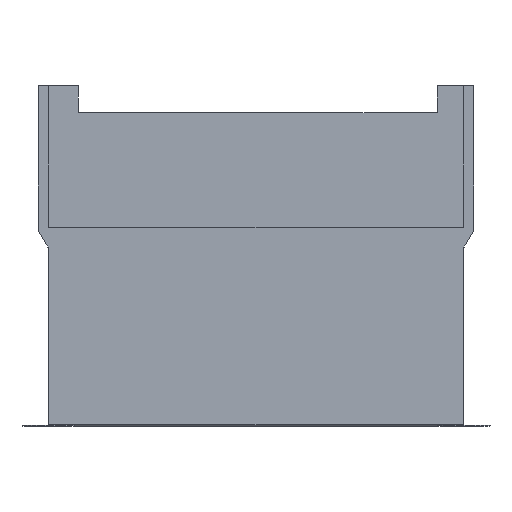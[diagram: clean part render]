
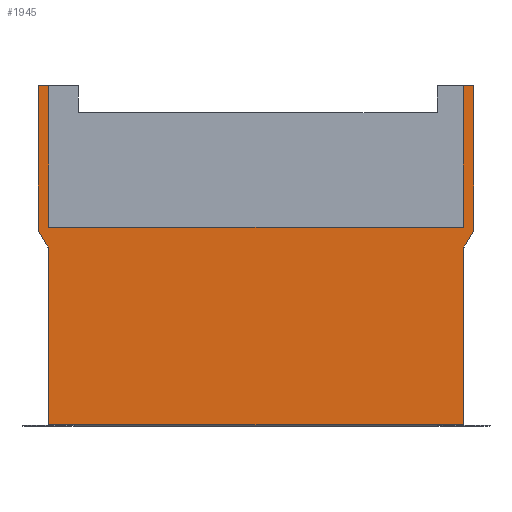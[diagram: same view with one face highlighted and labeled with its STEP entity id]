
A CAD part, front view. The second image highlights one B-rep face of the part: STEP entity #1945.
In plain terms, the highlighted planar face has unit normal (0, -1, 0).
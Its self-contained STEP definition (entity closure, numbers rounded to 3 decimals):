
#175=FACE_OUTER_BOUND('',#298,.T.);
#298=EDGE_LOOP('',(#1610,#1611,#1612,#1613,#1614,#1615,#1616,#1617,#1618,
#1619,#1620,#1621,#1622,#1623));
#375=LINE('',#2795,#606);
#388=LINE('',#2823,#619);
#393=LINE('',#2833,#624);
#484=LINE('',#3036,#715);
#491=LINE('',#3050,#722);
#495=LINE('',#3056,#726);
#497=LINE('',#3060,#728);
#499=LINE('',#3064,#730);
#500=LINE('',#3066,#731);
#501=LINE('',#3069,#732);
#505=LINE('',#3076,#736);
#507=LINE('',#3079,#738);
#509=LINE('',#3083,#740);
#511=LINE('',#3095,#742);
#606=VECTOR('',#2266,10.);
#619=VECTOR('',#2287,10.);
#624=VECTOR('',#2294,10.);
#715=VECTOR('',#2465,10.);
#722=VECTOR('',#2476,10.);
#726=VECTOR('',#2484,10.);
#728=VECTOR('',#2488,10.);
#730=VECTOR('',#2492,10.);
#731=VECTOR('',#2495,10.);
#732=VECTOR('',#2498,10.);
#736=VECTOR('',#2502,10.);
#738=VECTOR('',#2506,10.);
#740=VECTOR('',#2512,10.);
#742=VECTOR('',#2530,10.);
#844=VERTEX_POINT('',#2783);
#846=VERTEX_POINT('',#2793);
#856=VERTEX_POINT('',#2820);
#857=VERTEX_POINT('',#2822);
#860=VERTEX_POINT('',#2830);
#861=VERTEX_POINT('',#2832);
#932=VERTEX_POINT('',#3033);
#933=VERTEX_POINT('',#3035);
#937=VERTEX_POINT('',#3047);
#938=VERTEX_POINT('',#3049);
#939=VERTEX_POINT('',#3058);
#940=VERTEX_POINT('',#3062);
#941=VERTEX_POINT('',#3068);
#944=VERTEX_POINT('',#3074);
#1043=EDGE_CURVE('',#846,#844,#375,.T.);
#1056=EDGE_CURVE('',#856,#857,#388,.T.);
#1061=EDGE_CURVE('',#860,#861,#393,.T.);
#1158=EDGE_CURVE('',#932,#933,#484,.T.);
#1165=EDGE_CURVE('',#937,#938,#491,.T.);
#1169=EDGE_CURVE('',#933,#856,#495,.T.);
#1171=EDGE_CURVE('',#939,#857,#497,.T.);
#1173=EDGE_CURVE('',#940,#860,#499,.T.);
#1174=EDGE_CURVE('',#937,#861,#500,.T.);
#1175=EDGE_CURVE('',#941,#938,#501,.T.);
#1179=EDGE_CURVE('',#932,#944,#505,.T.);
#1181=EDGE_CURVE('',#844,#944,#507,.T.);
#1183=EDGE_CURVE('',#846,#941,#509,.T.);
#1187=EDGE_CURVE('',#939,#940,#511,.T.);
#1610=ORIENTED_EDGE('',*,*,#1165,.F.);
#1611=ORIENTED_EDGE('',*,*,#1174,.T.);
#1612=ORIENTED_EDGE('',*,*,#1061,.F.);
#1613=ORIENTED_EDGE('',*,*,#1173,.F.);
#1614=ORIENTED_EDGE('',*,*,#1187,.F.);
#1615=ORIENTED_EDGE('',*,*,#1171,.T.);
#1616=ORIENTED_EDGE('',*,*,#1056,.F.);
#1617=ORIENTED_EDGE('',*,*,#1169,.F.);
#1618=ORIENTED_EDGE('',*,*,#1158,.F.);
#1619=ORIENTED_EDGE('',*,*,#1179,.T.);
#1620=ORIENTED_EDGE('',*,*,#1181,.F.);
#1621=ORIENTED_EDGE('',*,*,#1043,.F.);
#1622=ORIENTED_EDGE('',*,*,#1183,.T.);
#1623=ORIENTED_EDGE('',*,*,#1175,.T.);
#1845=PLANE('',#2088);
#1945=ADVANCED_FACE('',(#175),#1845,.T.);
#2088=AXIS2_PLACEMENT_3D('',#3094,#2528,#2529);
#2266=DIRECTION('',(-1.,0.,0.));
#2287=DIRECTION('',(1.,0.,0.));
#2294=DIRECTION('',(1.,0.,0.));
#2465=DIRECTION('',(-0.5,0.,0.866));
#2476=DIRECTION('',(-0.5,0.,-0.866));
#2484=DIRECTION('',(0.,0.,1.));
#2488=DIRECTION('',(0.,0.,1.));
#2492=DIRECTION('',(0.,0.,1.));
#2495=DIRECTION('',(0.,0.,1.));
#2498=DIRECTION('',(1.,0.,0.));
#2502=DIRECTION('',(1.,0.,0.));
#2506=DIRECTION('',(0.,0.,1.));
#2512=DIRECTION('',(0.,0.,1.));
#2528=DIRECTION('center_axis',(0.,-1.,0.));
#2529=DIRECTION('ref_axis',(1.,0.,0.));
#2530=DIRECTION('',(1.,0.,0.));
#2783=CARTESIAN_POINT('',(4.223,23.418,0.5));
#2793=CARTESIAN_POINT('',(119.723,23.418,0.5));
#2795=CARTESIAN_POINT('',(33.098,23.418,0.5));
#2820=CARTESIAN_POINT('',(1.223,23.418,95.));
#2822=CARTESIAN_POINT('',(4.223,23.418,95.));
#2823=CARTESIAN_POINT('',(1.223,23.418,95.));
#2830=CARTESIAN_POINT('',(119.723,23.418,95.));
#2832=CARTESIAN_POINT('',(122.723,23.418,95.));
#2833=CARTESIAN_POINT('',(119.723,23.418,95.));
#3033=CARTESIAN_POINT('',(3.937,23.418,50.));
#3035=CARTESIAN_POINT('',(1.223,23.418,54.7));
#3036=CARTESIAN_POINT('',(14.119,23.418,32.363));
#3047=CARTESIAN_POINT('',(122.723,23.418,54.7));
#3049=CARTESIAN_POINT('',(120.01,23.418,50.));
#3050=CARTESIAN_POINT('',(95.389,23.418,7.356));
#3056=CARTESIAN_POINT('',(1.223,23.418,50.));
#3058=CARTESIAN_POINT('',(4.223,23.418,55.5));
#3060=CARTESIAN_POINT('',(4.223,23.418,50.));
#3062=CARTESIAN_POINT('',(119.723,23.418,55.5));
#3064=CARTESIAN_POINT('',(119.723,23.418,50.));
#3066=CARTESIAN_POINT('',(122.723,23.418,50.));
#3068=CARTESIAN_POINT('',(119.723,23.418,50.));
#3069=CARTESIAN_POINT('',(119.723,23.418,50.));
#3074=CARTESIAN_POINT('',(4.223,23.418,50.));
#3076=CARTESIAN_POINT('',(1.223,23.418,50.));
#3079=CARTESIAN_POINT('',(4.223,23.418,0.));
#3083=CARTESIAN_POINT('',(119.723,23.418,0.));
#3094=CARTESIAN_POINT('Origin',(4.223,23.418,0.));
#3095=CARTESIAN_POINT('',(4.223,23.418,55.5));
